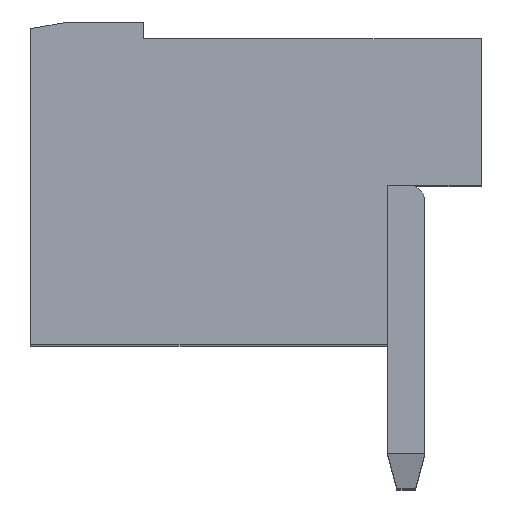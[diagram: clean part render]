
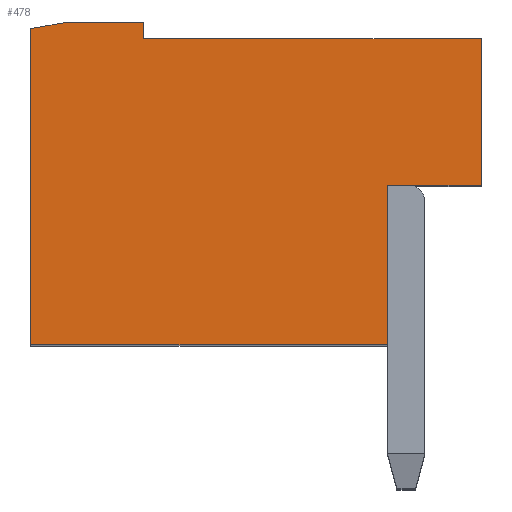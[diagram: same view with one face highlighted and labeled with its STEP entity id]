
A CAD part, top view. The second image highlights one B-rep face of the part: STEP entity #478.
In plain terms, the highlighted planar face has unit normal (0, 0, 1).
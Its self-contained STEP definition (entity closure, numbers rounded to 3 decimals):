
#53 = CARTESIAN_POINT ( 'NONE',  ( 0., -0.05, 11. ) ) ;
#188 = VECTOR ( 'NONE', #1978, 1000. ) ;
#452 = CARTESIAN_POINT ( 'NONE',  ( 6., -0.05, 11. ) ) ;
#478 = ADVANCED_FACE ( 'NONE', ( #4977 ), #7101, .F. ) ;
#753 = DIRECTION ( 'NONE',  ( 0., 1., 0. ) ) ;
#763 = CARTESIAN_POINT ( 'NONE',  ( 3.5, 0., 11. ) ) ;
#1086 = VERTEX_POINT ( 'NONE', #4558 ) ;
#1151 = LINE ( 'NONE', #763, #6374 ) ;
#1685 = CARTESIAN_POINT ( 'NONE',  ( -6., -4.3, 11. ) ) ;
#1814 = CARTESIAN_POINT ( 'NONE',  ( 3.5, -4.3, 11. ) ) ;
#1821 = CARTESIAN_POINT ( 'NONE',  ( -3., 3.85, 11. ) ) ;
#1824 = VECTOR ( 'NONE', #11735, 1000. ) ;
#1978 = DIRECTION ( 'NONE',  ( 1., 0., 0. ) ) ;
#2038 = EDGE_CURVE ( 'NONE', #5733, #5492, #4175, .T. ) ;
#2044 = LINE ( 'NONE', #10419, #9844 ) ;
#2089 = DIRECTION ( 'NONE',  ( 0., -1., 0. ) ) ;
#2387 = EDGE_CURVE ( 'NONE', #5765, #5733, #2044, .T. ) ;
#2557 = DIRECTION ( 'NONE',  ( 0., 1., 0. ) ) ;
#2594 = VERTEX_POINT ( 'NONE', #6824 ) ;
#2669 = VECTOR ( 'NONE', #2725, 1000. ) ;
#2725 = DIRECTION ( 'NONE',  ( -0.985, -0.174, 0. ) ) ;
#2788 = CARTESIAN_POINT ( 'NONE',  ( 6., 3.85, 11. ) ) ;
#3047 = VECTOR ( 'NONE', #5332, 1000. ) ;
#3277 = EDGE_LOOP ( 'NONE', ( #7388, #7418, #6544, #11677, #9711, #6501, #7171, #6142, #11194 ) ) ;
#3292 = CARTESIAN_POINT ( 'NONE',  ( -5., 4.3, 11. ) ) ;
#3321 = VERTEX_POINT ( 'NONE', #3363 ) ;
#3363 = CARTESIAN_POINT ( 'NONE',  ( -6., 4.124, 11. ) ) ;
#3462 = DIRECTION ( 'NONE',  ( 0., 0., -1. ) ) ;
#3464 = LINE ( 'NONE', #53, #188 ) ;
#3591 = VERTEX_POINT ( 'NONE', #9295 ) ;
#3617 = LINE ( 'NONE', #9306, #8180 ) ;
#4175 = LINE ( 'NONE', #6215, #3047 ) ;
#4558 = CARTESIAN_POINT ( 'NONE',  ( -6., -4.3, 11. ) ) ;
#4664 = EDGE_CURVE ( 'NONE', #9906, #2594, #1151, .T. ) ;
#4977 = FACE_OUTER_BOUND ( 'NONE', #3277, .T. ) ;
#5027 = VERTEX_POINT ( 'NONE', #3292 ) ;
#5303 = DIRECTION ( 'NONE',  ( 1., 0., 0. ) ) ;
#5308 = EDGE_CURVE ( 'NONE', #1086, #9906, #7994, .T. ) ;
#5332 = DIRECTION ( 'NONE',  ( -1., 0., 0. ) ) ;
#5418 = CARTESIAN_POINT ( 'NONE',  ( -6., 4.124, 11. ) ) ;
#5492 = VERTEX_POINT ( 'NONE', #1821 ) ;
#5733 = VERTEX_POINT ( 'NONE', #2788 ) ;
#5765 = VERTEX_POINT ( 'NONE', #452 ) ;
#5877 = DIRECTION ( 'NONE',  ( 0., 1., 0. ) ) ;
#6142 = ORIENTED_EDGE ( 'NONE', *, *, #2038, .T. ) ;
#6215 = CARTESIAN_POINT ( 'NONE',  ( 0., 3.85, 11. ) ) ;
#6239 = CARTESIAN_POINT ( 'NONE',  ( -3., 0., 11. ) ) ;
#6374 = VECTOR ( 'NONE', #2557, 1000. ) ;
#6501 = ORIENTED_EDGE ( 'NONE', *, *, #8136, .T. ) ;
#6544 = ORIENTED_EDGE ( 'NONE', *, *, #7358, .T. ) ;
#6662 = EDGE_CURVE ( 'NONE', #3591, #5027, #7650, .T. ) ;
#6722 = VECTOR ( 'NONE', #753, 1000. ) ;
#6824 = CARTESIAN_POINT ( 'NONE',  ( 3.5, -0.05, 11. ) ) ;
#7101 = PLANE ( 'NONE',  #8663 ) ;
#7133 = CARTESIAN_POINT ( 'NONE',  ( -6., 4.3, 11. ) ) ;
#7171 = ORIENTED_EDGE ( 'NONE', *, *, #2387, .T. ) ;
#7358 = EDGE_CURVE ( 'NONE', #3321, #1086, #3617, .T. ) ;
#7388 = ORIENTED_EDGE ( 'NONE', *, *, #6662, .T. ) ;
#7418 = ORIENTED_EDGE ( 'NONE', *, *, #10587, .T. ) ;
#7650 = LINE ( 'NONE', #7133, #1824 ) ;
#7971 = EDGE_CURVE ( 'NONE', #5492, #3591, #9004, .T. ) ;
#7994 = LINE ( 'NONE', #1685, #11695 ) ;
#8136 = EDGE_CURVE ( 'NONE', #2594, #5765, #3464, .T. ) ;
#8180 = VECTOR ( 'NONE', #2089, 1000. ) ;
#8663 = AXIS2_PLACEMENT_3D ( 'NONE', #8785, #3462, #10739 ) ;
#8785 = CARTESIAN_POINT ( 'NONE',  ( 0., 0., 11. ) ) ;
#9004 = LINE ( 'NONE', #6239, #6722 ) ;
#9295 = CARTESIAN_POINT ( 'NONE',  ( -3., 4.3, 11. ) ) ;
#9306 = CARTESIAN_POINT ( 'NONE',  ( -6., -4.3, 11. ) ) ;
#9352 = LINE ( 'NONE', #5418, #2669 ) ;
#9711 = ORIENTED_EDGE ( 'NONE', *, *, #4664, .T. ) ;
#9844 = VECTOR ( 'NONE', #5877, 1000. ) ;
#9906 = VERTEX_POINT ( 'NONE', #1814 ) ;
#10419 = CARTESIAN_POINT ( 'NONE',  ( 6., -4.3, 11. ) ) ;
#10587 = EDGE_CURVE ( 'NONE', #5027, #3321, #9352, .T. ) ;
#10739 = DIRECTION ( 'NONE',  ( -1., 0., 0. ) ) ;
#11194 = ORIENTED_EDGE ( 'NONE', *, *, #7971, .T. ) ;
#11677 = ORIENTED_EDGE ( 'NONE', *, *, #5308, .T. ) ;
#11695 = VECTOR ( 'NONE', #5303, 1000. ) ;
#11735 = DIRECTION ( 'NONE',  ( -1., 0., 0. ) ) ;
